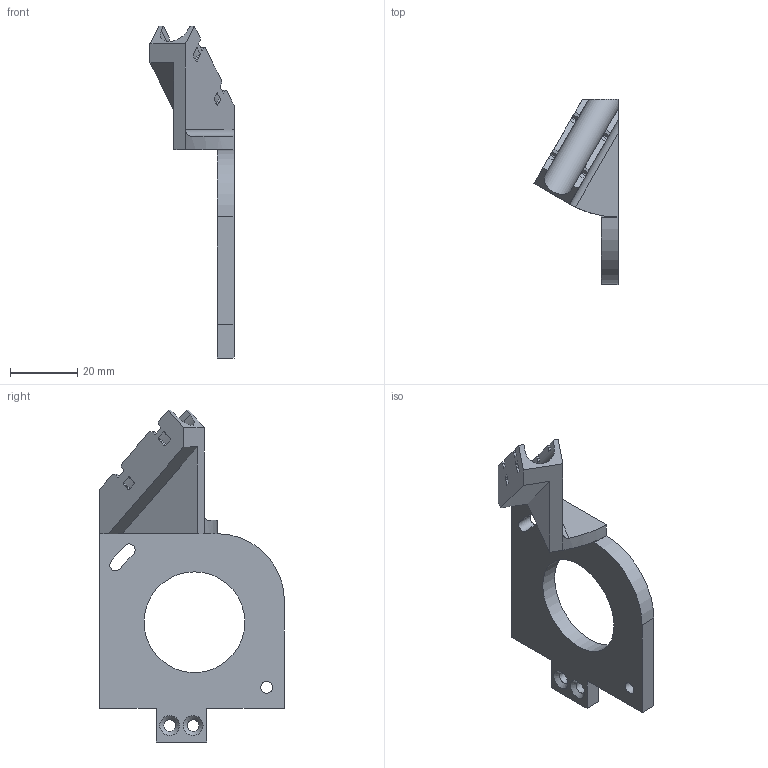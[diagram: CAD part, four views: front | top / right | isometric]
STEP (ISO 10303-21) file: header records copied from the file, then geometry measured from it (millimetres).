
FILE_DESCRIPTION(('FreeCAD Model'),'2;1');
FILE_NAME('CentrifugalFanHolder.step','2020-08-10T18:47:55',(''),(''), 'Open CASCADE STEP processor 7.3','FreeCAD','Unknown');
FILE_SCHEMA(('AUTOMOTIVE_DESIGN { 1 0 10303 214 1 1 1 1 }'));
Length unit declared in the file: millimetre
Products named in the file (1): CentrifugalFanHolder
Bounding box: 25.02 x 55 x 98.79 mm (x, y, z)
Volume: 16495.8 mm3; surface area: 9667.7 mm2
Topology: 1 solids, 1 shells, 86 faces, 245 edges, 161 vertices
Faces by surface type: plane 52, cylinder 24, revolution 8, cone 2
Full cylindrical faces by diameter (mm): 3.5 x3, 30 x1
Entity records: 3196 total; most frequent: CARTESIAN_POINT 858, ORIENTED_EDGE 490, DIRECTION 469, EDGE_CURVE 245, LINE 169, VECTOR 169, VERTEX_POINT 161, AXIS2_PLACEMENT_3D 146
